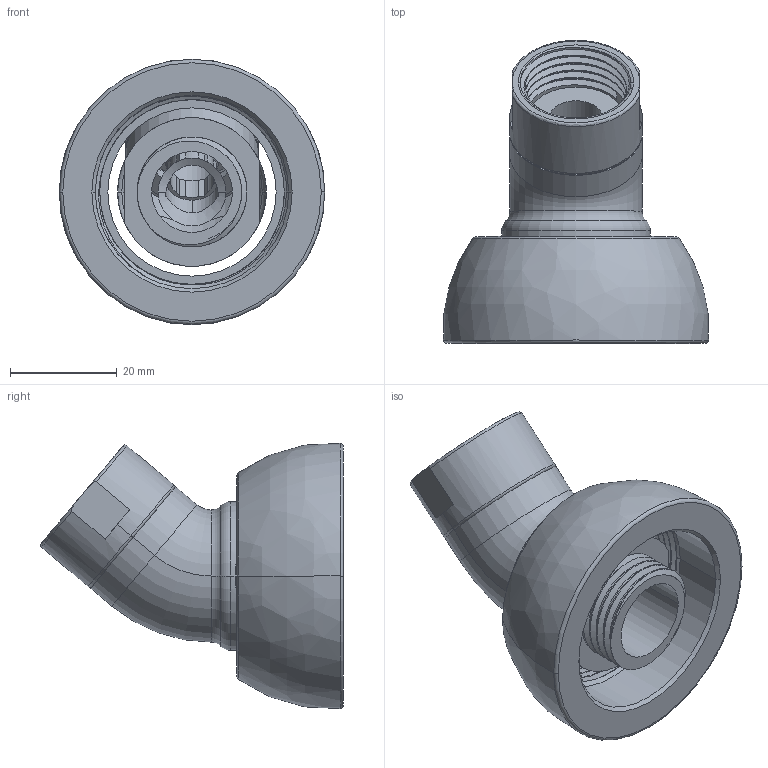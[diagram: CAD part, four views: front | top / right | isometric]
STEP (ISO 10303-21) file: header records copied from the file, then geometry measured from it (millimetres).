
FILE_DESCRIPTION((''),'2;1');
FILE_NAME('289_SW0001','2010-11-16T',('project'),(''),'PRO/ENGINEER BY PARAMETRIC TECHNOLOGY CORPORATION, 2009300','PRO/ENGINEER BY PARAMETRIC TECHNOLOGY CORPORATION, 2009300','');
FILE_SCHEMA(('CONFIG_CONTROL_DESIGN'));
Length unit declared in the file: inch
Products named in the file (1): 289_SW0001
Bounding box: 49.62 x 56.69 x 49.62 mm (x, y, z)
Surface area: 15073.5 mm2 (no closed solid volume)
Topology: 0 solids, 5 shells, 116 faces, 333 edges, 218 vertices
Faces by surface type: cylinder 46, plane 24, bspline 20, torus 16, cone 10
Entity records: 8359 total; most frequent: CARTESIAN_POINT 5499, ORIENTED_EDGE 590, DIRECTION 532, EDGE_CURVE 333, VERTEX_POINT 218, AXIS2_PLACEMENT_3D 207, EDGE_LOOP 124, VECTOR 118
